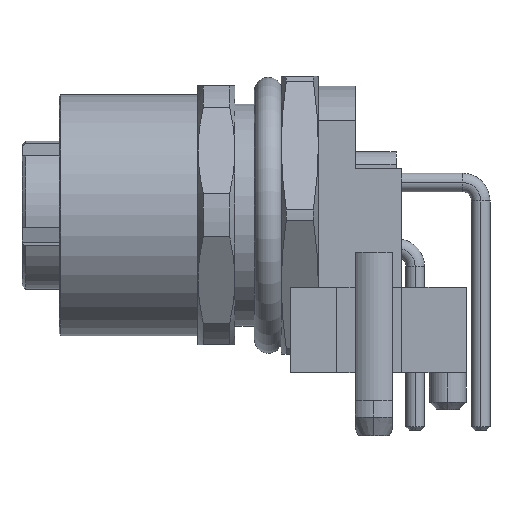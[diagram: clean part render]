
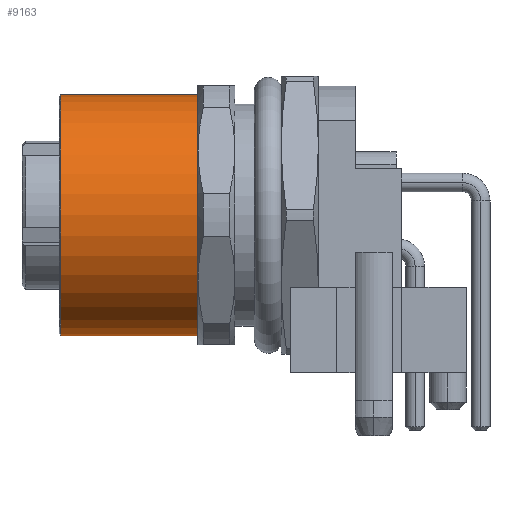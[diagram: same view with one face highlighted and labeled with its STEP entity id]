
A CAD part, left-side view. The second image highlights one B-rep face of the part: STEP entity #9163.
In plain terms, the highlighted cylindrical face has radius 6.5 mm (diameter 13 mm), a partial arc.
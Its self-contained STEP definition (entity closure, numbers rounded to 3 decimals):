
#634 = VERTEX_POINT('',#635);
#635 = CARTESIAN_POINT('',(0.,9.67,2.));
#636 = VERTEX_POINT('',#637);
#637 = CARTESIAN_POINT('',(0.,9.67,15.));
#644 = EDGE_CURVE('',#645,#634,#647,.T.);
#645 = VERTEX_POINT('',#646);
#646 = CARTESIAN_POINT('',(0.,17.07,2.));
#647 = LINE('',#648,#649);
#648 = CARTESIAN_POINT('',(0.,13.47,2.));
#649 = VECTOR('',#650,1.);
#650 = DIRECTION('',(0.,-1.,0.));
#653 = VERTEX_POINT('',#654);
#654 = CARTESIAN_POINT('',(0.,17.07,15.));
#661 = EDGE_CURVE('',#653,#636,#662,.T.);
#662 = LINE('',#663,#664);
#663 = CARTESIAN_POINT('',(0.,13.47,15.));
#664 = VECTOR('',#665,1.);
#665 = DIRECTION('',(0.,-1.,0.));
#675 = EDGE_CURVE('',#653,#645,#676,.T.);
#676 = CIRCLE('',#677,6.5);
#677 = AXIS2_PLACEMENT_3D('',#678,#679,#680);
#678 = CARTESIAN_POINT('',(0.,17.07,8.5));
#679 = DIRECTION('',(0.,-1.,0.));
#680 = DIRECTION('',(0.,0.,1.));
#3501 = EDGE_CURVE('',#636,#634,#3502,.T.);
#3502 = CIRCLE('',#3503,6.5);
#3503 = AXIS2_PLACEMENT_3D('',#3504,#3505,#3506);
#3504 = CARTESIAN_POINT('',(0.,9.67,8.5));
#3505 = DIRECTION('',(0.,-1.,0.));
#3506 = DIRECTION('',(0.,0.,1.));
#9163 = ADVANCED_FACE('',(#9164),#9170,.T.);
#9164 = FACE_BOUND('',#9165,.T.);
#9165 = EDGE_LOOP('',(#9166,#9167,#9168,#9169));
#9166 = ORIENTED_EDGE('',*,*,#675,.T.);
#9167 = ORIENTED_EDGE('',*,*,#644,.T.);
#9168 = ORIENTED_EDGE('',*,*,#3501,.F.);
#9169 = ORIENTED_EDGE('',*,*,#661,.F.);
#9170 = CYLINDRICAL_SURFACE('',#9171,6.5);
#9171 = AXIS2_PLACEMENT_3D('',#9172,#9173,#9174);
#9172 = CARTESIAN_POINT('',(0.,13.47,8.5));
#9173 = DIRECTION('',(0.,-1.,0.));
#9174 = DIRECTION('',(0.,0.,1.));
